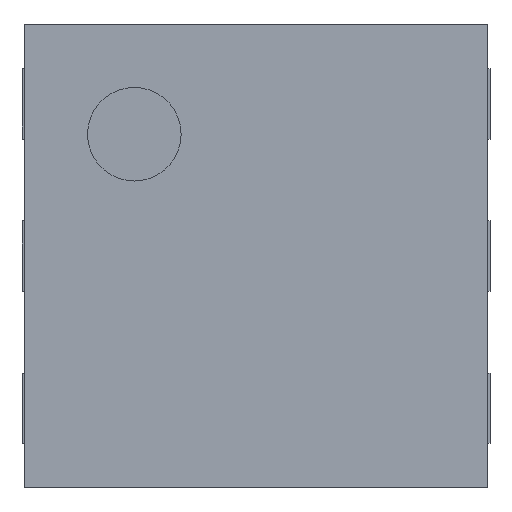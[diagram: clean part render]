
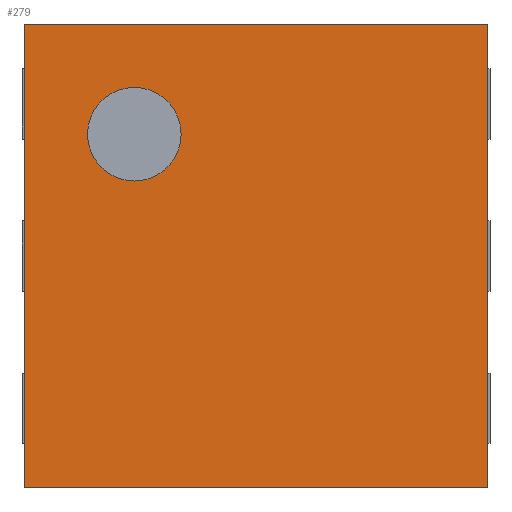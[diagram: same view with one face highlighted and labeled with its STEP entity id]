
A CAD part, top view. The second image highlights one B-rep face of the part: STEP entity #279.
In plain terms, the highlighted planar face has unit normal (0, 0, 1).
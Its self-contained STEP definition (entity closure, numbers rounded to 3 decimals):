
#119 = VERTEX_POINT('',#120);
#120 = CARTESIAN_POINT('',(-0.99,0.99,0.55));
#135 = VERTEX_POINT('',#136);
#136 = CARTESIAN_POINT('',(0.99,0.99,0.55));
#142 = EDGE_CURVE('',#119,#135,#143,.T.);
#143 = LINE('',#144,#145);
#144 = CARTESIAN_POINT('',(-0.99,0.99,0.55));
#145 = VECTOR('',#146,1.);
#146 = DIRECTION('',(1.,0.,0.));
#165 = EDGE_CURVE('',#119,#166,#168,.T.);
#166 = VERTEX_POINT('',#167);
#167 = CARTESIAN_POINT('',(-0.99,-0.99,0.55));
#168 = LINE('',#169,#170);
#169 = CARTESIAN_POINT('',(-0.99,0.99,0.55));
#170 = VECTOR('',#171,1.);
#171 = DIRECTION('',(0.,-1.,0.));
#279 = ADVANCED_FACE('',(#280),#298,.T.);
#280 = FACE_BOUND('',#281,.T.);
#281 = EDGE_LOOP('',(#282,#283,#284,#292));
#282 = ORIENTED_EDGE('',*,*,#142,.F.);
#283 = ORIENTED_EDGE('',*,*,#165,.T.);
#284 = ORIENTED_EDGE('',*,*,#285,.T.);
#285 = EDGE_CURVE('',#166,#286,#288,.T.);
#286 = VERTEX_POINT('',#287);
#287 = CARTESIAN_POINT('',(0.99,-0.99,0.55));
#288 = LINE('',#289,#290);
#289 = CARTESIAN_POINT('',(-0.99,-0.99,0.55));
#290 = VECTOR('',#291,1.);
#291 = DIRECTION('',(1.,0.,0.));
#292 = ORIENTED_EDGE('',*,*,#293,.F.);
#293 = EDGE_CURVE('',#135,#286,#294,.T.);
#294 = LINE('',#295,#296);
#295 = CARTESIAN_POINT('',(0.99,0.99,0.55));
#296 = VECTOR('',#297,1.);
#297 = DIRECTION('',(0.,-1.,0.));
#298 = PLANE('',#299);
#299 = AXIS2_PLACEMENT_3D('',#300,#301,#302);
#300 = CARTESIAN_POINT('',(-0.99,0.99,0.55));
#301 = DIRECTION('',(0.,0.,1.));
#302 = DIRECTION('',(0.,-1.,0.));
